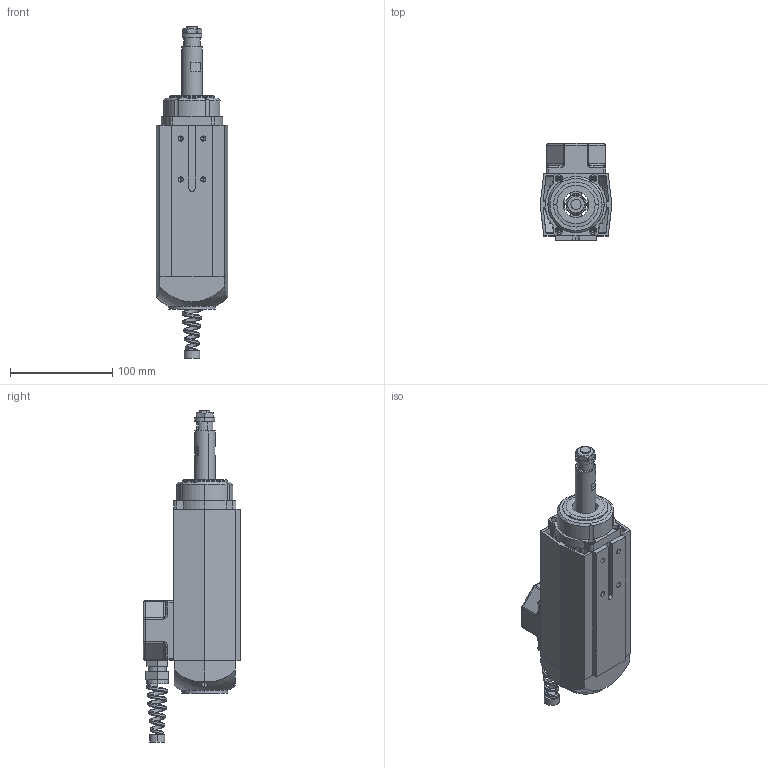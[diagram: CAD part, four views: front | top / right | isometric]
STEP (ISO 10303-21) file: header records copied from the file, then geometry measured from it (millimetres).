
FILE_DESCRIPTION (( 'STEP AP214' ), '1' );
FILE_NAME ('0.75KW猾晚儂.STEP', '2021-05-11T05:30:02', ( '萇齟' ), ( '' ), 'SwSTEP 2.0', 'SolidWorks 2018', '' );
FILE_SCHEMA (( 'AUTOMOTIVE_DESIGN' ));
Length unit declared in the file: millimetre
Products named in the file (9): duangai; 0.3zhou; jiexianduan; luomu; 0.75KW猾晚儂; huijiehe; 0.75jike; mifenggai; fengzhao
Assembly tree (8 placements, depth 2):
  0.75KW猾晚儂
    0.75jike
    duangai
    fengzhao
    0.3zhou
    mifenggai
    huijiehe
    luomu
    jiexianduan
Bounding box: 70 x 95 x 324.5 mm (x, y, z)
Volume: 420680 mm3; surface area: 173688.8 mm2
Topology: 8 solids, 8 shells, 493 faces, 1328 edges, 841 vertices
Faces by surface type: plane 243, cylinder 188, cone 34, sphere 16, bspline 12
Entity records: 19755 total; most frequent: CARTESIAN_POINT 6489, DIRECTION 2692, ORIENTED_EDGE 2600, EDGE_CURVE 1300, AXIS2_PLACEMENT_3D 945, VERTEX_POINT 841, LINE 802, VECTOR 802
